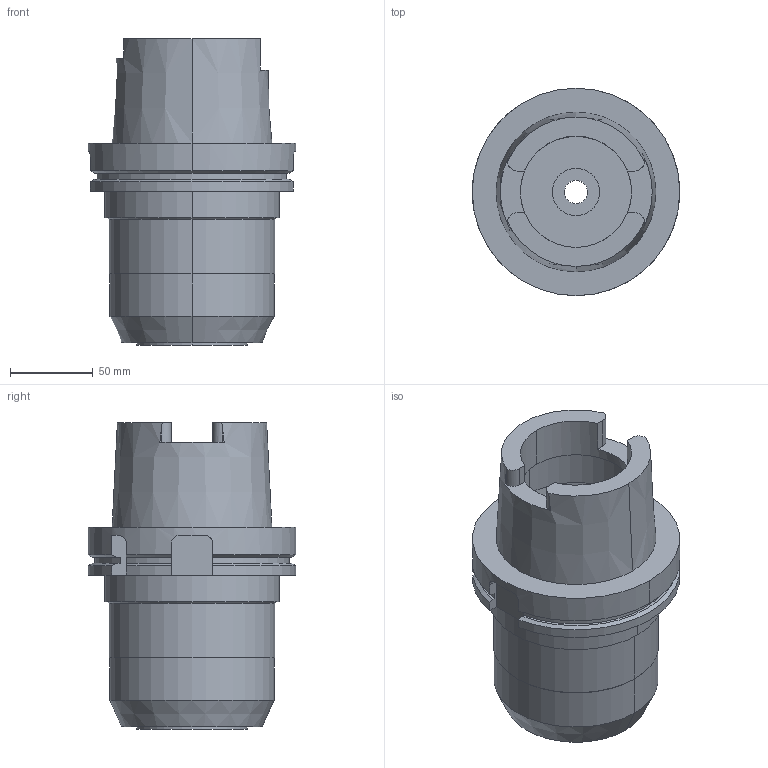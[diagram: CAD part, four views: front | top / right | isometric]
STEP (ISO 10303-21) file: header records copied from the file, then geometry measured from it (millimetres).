
FILE_DESCRIPTION((''),'2;1');
FILE_NAME('HSK-A125-MEGA42DS-120','2018-12-04T',('ykawabe'),(''),'CREO PARAMETRIC BY PTC INC, 2016380','CREO PARAMETRIC BY PTC INC, 2016380','');
FILE_SCHEMA(('AUTOMOTIVE_DESIGN { 1 0 10303 214 1 1 1 1 }'));
Length unit declared in the file: millimetre
Products named in the file (1): HSK-A125-MEGA42DS-120
Bounding box: 125 x 125 x 185 mm (x, y, z)
Volume: 1015185.6 mm3; surface area: 113549.5 mm2
Topology: 1 solids, 1 shells, 93 faces, 250 edges, 166 vertices
Faces by surface type: cylinder 39, plane 38, cone 14, torus 2
Entity records: 3941 total; most frequent: CARTESIAN_POINT 645, DIRECTION 534, ORIENTED_EDGE 500, PRESENTATION_STYLE_ASSIGNMENT 255, STYLED_ITEM 255, CURVE_STYLE 254, EDGE_CURVE 250, AXIS2_PLACEMENT_3D 211
